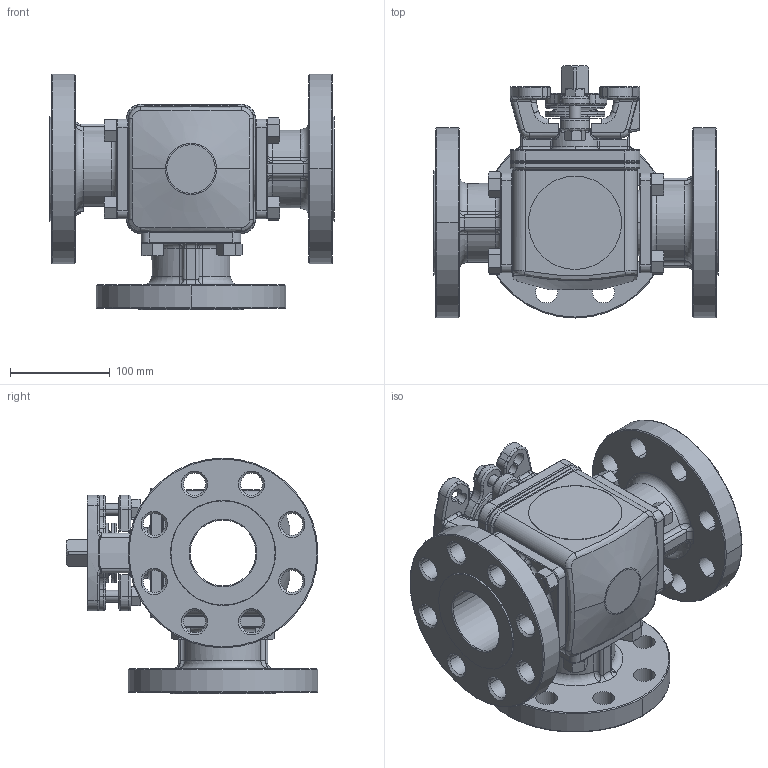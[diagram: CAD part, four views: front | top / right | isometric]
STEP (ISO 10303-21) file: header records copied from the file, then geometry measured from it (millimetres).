
FILE_DESCRIPTION (( 'STEP AP214' ), '1' );
FILE_NAME ('31-F3-0250-XXX BARE STEM.step', '2019-08-21T18:10:55', ( '' ), ( '' ), 'SwSTEP 2.0', 'SolidWorks 2019', '' );
FILE_SCHEMA (( 'AUTOMOTIVE_DESIGN' ));
Length unit declared in the file: inch
Products named in the file (2): 31-F3-0250-XXX BARE STEM
Bounding box: 284.99 x 252.75 x 236.75 mm (x, y, z)
Surface area: 479077.3 mm2 (no closed solid volume)
Topology: 0 solids, 40 shells, 1068 faces, 2756 edges, 1697 vertices
Faces by surface type: cylinder 359, cone 216, bspline 204, plane 204, torus 73, sphere 12
Entity records: 56895 total; most frequent: CARTESIAN_POINT 18222, DIRECTION 5259, ORIENTED_EDGE 4940, EDGE_CURVE 2746, AXIS2_PLACEMENT_3D 2215, VERTEX_POINT 1697, CIRCLE 1349, EDGE_LOOP 1195
